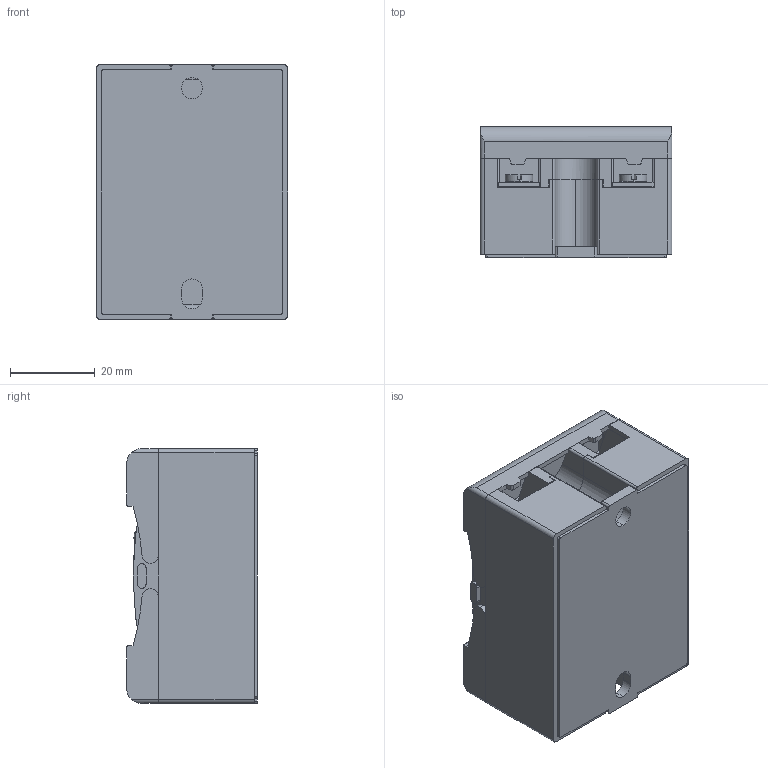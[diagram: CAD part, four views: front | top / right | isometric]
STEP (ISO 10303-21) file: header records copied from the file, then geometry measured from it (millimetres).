
FILE_DESCRIPTION (( 'STEP AP214' ), '1' );
FILE_NAME ('39CDG1.STEP', '2025-04-07T06:21:04', ( '' ), ( 'Microsoft' ), 'SwSTEP 2.0', 'SolidWorks 2014', '' );
FILE_SCHEMA (( 'AUTOMOTIVE_DESIGN' ));
Length unit declared in the file: millimetre
Products named in the file (27): _1_200_2; _-5165100; _1_20_2; _-5165200; _00_ASM_3; _1_20; _5166000; _1_200; _5165900; _00_ASM_2; 39CDG1; _5165700; _5165600; _00; _00_ASM; _138990; _136990; _136750; _136090; _136080; _136060; _136040; 2000; 001; _-5164900; PRT0007; _1_2000
Assembly tree (29 placements, depth 3):
  39CDG1
    _1_200
    _1_20
    _-5165200  x2
    _-5165100
    _1_2000
    _-5164900
    2000
    _00_ASM
      _136040
      _136060
      _136080
      _136090
      _136750
      _136990
      _138990
    _00
    _00_ASM_2  x2
      _5165600
      _5165700
    _00_ASM_3  x2
      _5165900
      _5166000
    _1_20_2
    _1_200_2
    PRT0007
    001
Bounding box: 45.2 x 30.8 x 60 mm (x, y, z)
Volume: 37069.1 mm3; surface area: 44759.3 mm2
Topology: 28 solids, 28 shells, 1227 faces, 3418 edges, 2270 vertices
Faces by surface type: plane 961, cylinder 241, bspline 17, torus 8
Entity records: 47021 total; most frequent: CARTESIAN_POINT 7412, ORIENTED_EDGE 6218, DIRECTION 5800, EDGE_CURVE 3109, VECTOR 2500, LINE 2500, VERTEX_POINT 2064, AXIS2_PLACEMENT_3D 1650
